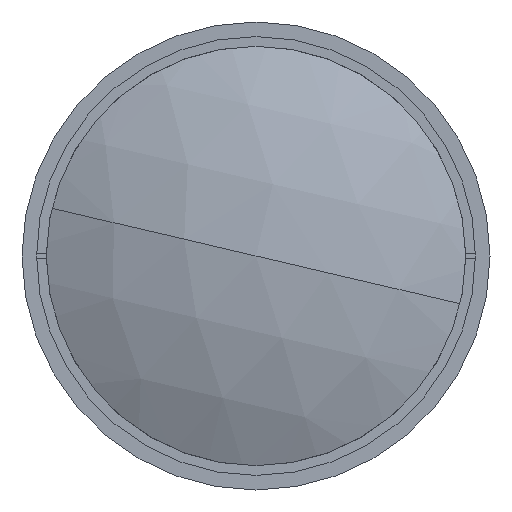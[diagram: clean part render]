
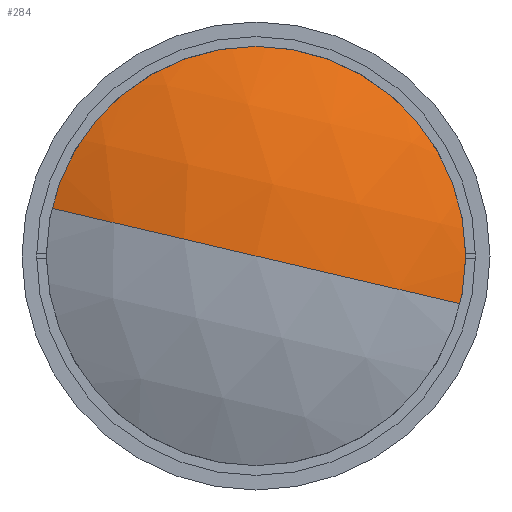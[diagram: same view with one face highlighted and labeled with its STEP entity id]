
A CAD part, left-side view. The second image highlights one B-rep face of the part: STEP entity #284.
In plain terms, the highlighted spherical face has radius 100 mm.
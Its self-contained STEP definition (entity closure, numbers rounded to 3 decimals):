
#284 = ADVANCED_FACE ( 'NONE', ( #1336 ), #2723, .T. ) ;
#289 = AXIS2_PLACEMENT_3D ( 'NONE', #2738, #2164, #660 ) ;
#480 = DIRECTION ( 'NONE',  ( 0., -0.228, 0.974 ) ) ;
#625 = AXIS2_PLACEMENT_3D ( 'NONE', #2281, #2294, #2848 ) ;
#660 = DIRECTION ( 'NONE',  ( 0., -0.228, 0.974 ) ) ;
#774 = CARTESIAN_POINT ( 'NONE',  ( 102.8, 0., 0. ) ) ;
#798 = DIRECTION ( 'NONE',  ( 0., 0.974, 0.228 ) ) ;
#863 = EDGE_LOOP ( 'NONE', ( #1952, #3693, #3804 ) ) ;
#1336 = FACE_OUTER_BOUND ( 'NONE', #863, .T. ) ;
#1497 = AXIS2_PLACEMENT_3D ( 'NONE', #1669, #480, #2553 ) ;
#1669 = CARTESIAN_POINT ( 'NONE',  ( 102.8, 0., 0. ) ) ;
#1678 = CIRCLE ( 'NONE', #289, 44. ) ;
#1839 = VERTEX_POINT ( 'NONE', #2803 ) ;
#1899 = EDGE_CURVE ( 'NONE', #3099, #1839, #3187, .T. ) ;
#1952 = ORIENTED_EDGE ( 'NONE', *, *, #2887, .T. ) ;
#2164 = DIRECTION ( 'NONE',  ( -1., 0., 0. ) ) ;
#2240 = CARTESIAN_POINT ( 'NONE',  ( 13., -42.845, -10.017 ) ) ;
#2281 = CARTESIAN_POINT ( 'NONE',  ( 102.8, 0., 0. ) ) ;
#2294 = DIRECTION ( 'NONE',  ( 0., -0.228, 0.974 ) ) ;
#2553 = DIRECTION ( 'NONE',  ( 0., -0.974, -0.228 ) ) ;
#2723 = SPHERICAL_SURFACE ( 'NONE', #1497, 100. ) ;
#2738 = CARTESIAN_POINT ( 'NONE',  ( 13., 0., 0. ) ) ;
#2787 = EDGE_CURVE ( 'NONE', #3133, #1839, #3222, .T. ) ;
#2803 = CARTESIAN_POINT ( 'NONE',  ( 2.8, 0., 0. ) ) ;
#2848 = DIRECTION ( 'NONE',  ( 0., -0.974, -0.228 ) ) ;
#2879 = AXIS2_PLACEMENT_3D ( 'NONE', #774, #3428, #798 ) ;
#2887 = EDGE_CURVE ( 'NONE', #3133, #3099, #1678, .T. ) ;
#3099 = VERTEX_POINT ( 'NONE', #3420 ) ;
#3133 = VERTEX_POINT ( 'NONE', #2240 ) ;
#3187 = CIRCLE ( 'NONE', #625, 100. ) ;
#3222 = CIRCLE ( 'NONE', #2879, 100. ) ;
#3420 = CARTESIAN_POINT ( 'NONE',  ( 13., 42.845, 10.017 ) ) ;
#3428 = DIRECTION ( 'NONE',  ( 0., 0.228, -0.974 ) ) ;
#3693 = ORIENTED_EDGE ( 'NONE', *, *, #1899, .T. ) ;
#3804 = ORIENTED_EDGE ( 'NONE', *, *, #2787, .F. ) ;
